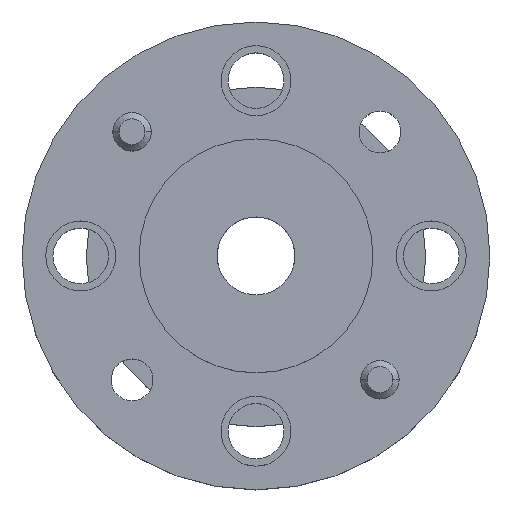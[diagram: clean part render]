
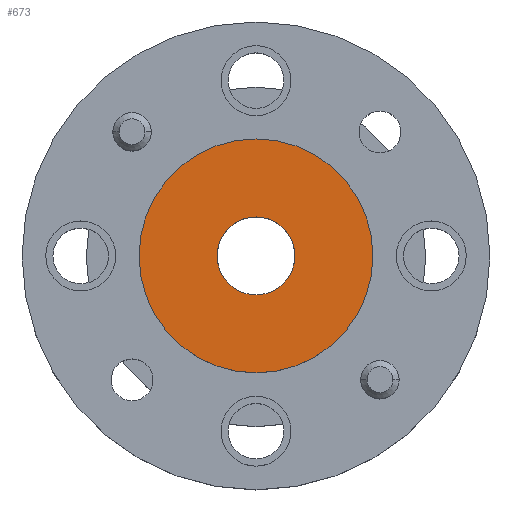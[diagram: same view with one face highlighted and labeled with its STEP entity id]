
A CAD part, top view. The second image highlights one B-rep face of the part: STEP entity #673.
In plain terms, the highlighted planar face has unit normal (0, 0, 1).
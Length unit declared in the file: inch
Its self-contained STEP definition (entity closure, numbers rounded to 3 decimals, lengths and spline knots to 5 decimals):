
#17 = CARTESIAN_POINT ( 'NONE',  ( -0.0625, 0., 0.037 ) ) ;
#49 = ORIENTED_EDGE ( 'NONE', *, *, #2350, .T. ) ;
#118 = AXIS2_PLACEMENT_3D ( 'NONE', #1575, #1607, #811 ) ;
#169 = DIRECTION ( 'NONE',  ( 1., 0., 0. ) ) ;
#197 = DIRECTION ( 'NONE',  ( 1., 0., 0. ) ) ;
#227 = DIRECTION ( 'NONE',  ( 1., 0., 0. ) ) ;
#350 = CARTESIAN_POINT ( 'NONE',  ( 0., 0., 0.037 ) ) ;
#372 = DIRECTION ( 'NONE',  ( 0., 0., 1. ) ) ;
#381 = EDGE_CURVE ( 'NONE', #1809, #1498, #2455, .T. ) ;
#441 = AXIS2_PLACEMENT_3D ( 'NONE', #350, #1347, #197 ) ;
#641 = CARTESIAN_POINT ( 'NONE',  ( 0., 0., 0.037 ) ) ;
#673 = ADVANCED_FACE ( 'NONE', ( #1562, #2362 ), #786, .T. ) ;
#741 = AXIS2_PLACEMENT_3D ( 'NONE', #2482, #372, #169 ) ;
#762 = VERTEX_POINT ( 'NONE', #17 ) ;
#767 = CARTESIAN_POINT ( 'NONE',  ( 0.1875, 0., 0.037 ) ) ;
#786 = PLANE ( 'NONE',  #118 ) ;
#811 = DIRECTION ( 'NONE',  ( 1., 0., 0. ) ) ;
#823 = AXIS2_PLACEMENT_3D ( 'NONE', #641, #1030, #1422 ) ;
#956 = EDGE_CURVE ( 'NONE', #762, #1862, #1209, .T. ) ;
#1030 = DIRECTION ( 'NONE',  ( 0., 0., 1. ) ) ;
#1059 = EDGE_LOOP ( 'NONE', ( #49, #1606 ) ) ;
#1183 = EDGE_LOOP ( 'NONE', ( #1429, #2501 ) ) ;
#1209 = CIRCLE ( 'NONE', #441, 0.0625 ) ;
#1347 = DIRECTION ( 'NONE',  ( 0., 0., 1. ) ) ;
#1365 = AXIS2_PLACEMENT_3D ( 'NONE', #2143, #1563, #227 ) ;
#1422 = DIRECTION ( 'NONE',  ( 1., 0., 0. ) ) ;
#1429 = ORIENTED_EDGE ( 'NONE', *, *, #1998, .F. ) ;
#1434 = CARTESIAN_POINT ( 'NONE',  ( 0.0625, 0., 0.037 ) ) ;
#1498 = VERTEX_POINT ( 'NONE', #2383 ) ;
#1562 = FACE_BOUND ( 'NONE', #1183, .T. ) ;
#1563 = DIRECTION ( 'NONE',  ( 0., 0., 1. ) ) ;
#1575 = CARTESIAN_POINT ( 'NONE',  ( 0., 0., 0.037 ) ) ;
#1606 = ORIENTED_EDGE ( 'NONE', *, *, #381, .T. ) ;
#1607 = DIRECTION ( 'NONE',  ( 0., 0., 1. ) ) ;
#1712 = CIRCLE ( 'NONE', #741, 0.0625 ) ;
#1809 = VERTEX_POINT ( 'NONE', #767 ) ;
#1862 = VERTEX_POINT ( 'NONE', #1434 ) ;
#1998 = EDGE_CURVE ( 'NONE', #1862, #762, #1712, .T. ) ;
#2143 = CARTESIAN_POINT ( 'NONE',  ( 0., 0., 0.037 ) ) ;
#2240 = CIRCLE ( 'NONE', #823, 0.1875 ) ;
#2350 = EDGE_CURVE ( 'NONE', #1498, #1809, #2240, .T. ) ;
#2362 = FACE_OUTER_BOUND ( 'NONE', #1059, .T. ) ;
#2383 = CARTESIAN_POINT ( 'NONE',  ( -0.1875, 0., 0.037 ) ) ;
#2455 = CIRCLE ( 'NONE', #1365, 0.1875 ) ;
#2482 = CARTESIAN_POINT ( 'NONE',  ( 0., 0., 0.037 ) ) ;
#2501 = ORIENTED_EDGE ( 'NONE', *, *, #956, .F. ) ;
